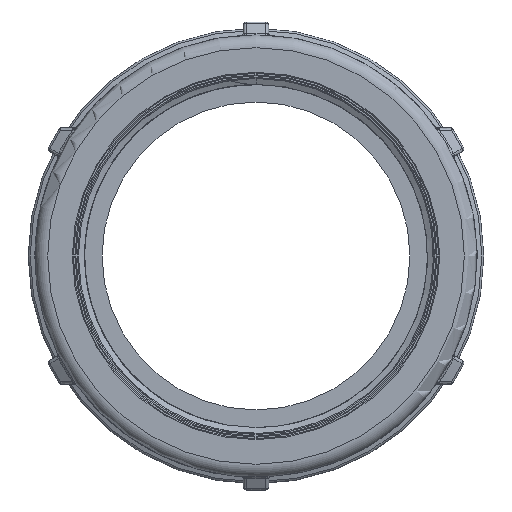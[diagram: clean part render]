
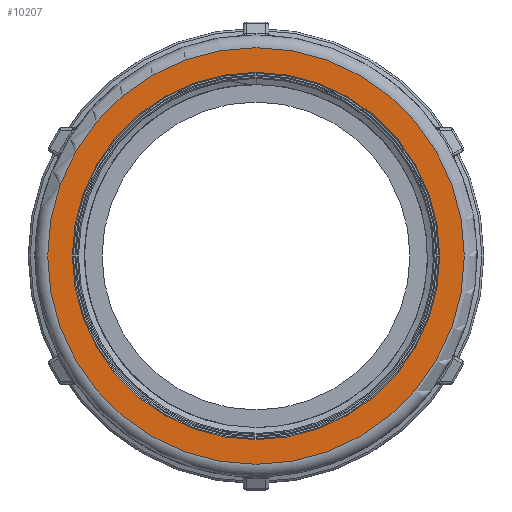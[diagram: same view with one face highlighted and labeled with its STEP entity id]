
A CAD part, front view. The second image highlights one B-rep face of the part: STEP entity #10207.
In plain terms, the highlighted planar face has unit normal (0, -1, 0).
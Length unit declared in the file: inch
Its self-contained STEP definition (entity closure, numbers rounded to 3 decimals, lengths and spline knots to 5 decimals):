
#144=FACE_BOUND('',#2278,.T.);
#358=PLANE('',#11080);
#822=CIRCLE('',#10535,2.03);
#824=CIRCLE('',#10537,2.03);
#839=CIRCLE('',#10570,1.79);
#840=CIRCLE('',#10571,1.79);
#1657=FACE_OUTER_BOUND('',#2277,.T.);
#2277=EDGE_LOOP('',(#9475,#9476));
#2278=EDGE_LOOP('',(#9477,#9478));
#4114=VERTEX_POINT('',#18606);
#4115=VERTEX_POINT('',#18607);
#4128=VERTEX_POINT('',#18658);
#4129=VERTEX_POINT('',#18660);
#5339=EDGE_CURVE('',#4114,#4115,#822,.T.);
#5341=EDGE_CURVE('',#4115,#4114,#824,.T.);
#5360=EDGE_CURVE('',#4129,#4128,#839,.T.);
#5361=EDGE_CURVE('',#4128,#4129,#840,.T.);
#9475=ORIENTED_EDGE('',*,*,#5339,.F.);
#9476=ORIENTED_EDGE('',*,*,#5341,.F.);
#9477=ORIENTED_EDGE('',*,*,#5360,.T.);
#9478=ORIENTED_EDGE('',*,*,#5361,.T.);
#10207=ADVANCED_FACE('',(#1657,#144),#358,.T.);
#10535=AXIS2_PLACEMENT_3D('',#18608,#11783,#11784);
#10537=AXIS2_PLACEMENT_3D('',#18610,#11787,#11788);
#10570=AXIS2_PLACEMENT_3D('',#18661,#11857,#11858);
#10571=AXIS2_PLACEMENT_3D('',#18662,#11859,#11860);
#11080=AXIS2_PLACEMENT_3D('',#25801,#13223,#13224);
#11783=DIRECTION('center_axis',(0.,1.,0.));
#11784=DIRECTION('ref_axis',(-1.,0.,0.));
#11787=DIRECTION('center_axis',(0.,1.,0.));
#11788=DIRECTION('ref_axis',(-1.,0.,0.));
#11857=DIRECTION('center_axis',(0.,1.,0.));
#11858=DIRECTION('ref_axis',(0.,0.,1.));
#11859=DIRECTION('center_axis',(0.,1.,0.));
#11860=DIRECTION('ref_axis',(0.,0.,1.));
#13223=DIRECTION('center_axis',(0.,-1.,0.));
#13224=DIRECTION('ref_axis',(0.,0.,-1.));
#18606=CARTESIAN_POINT('',(2.03,0.,0.));
#18607=CARTESIAN_POINT('',(0.,0.,
2.03));
#18608=CARTESIAN_POINT('Origin',(0.,0.,0.));
#18610=CARTESIAN_POINT('Origin',(0.,0.,0.));
#18658=CARTESIAN_POINT('',(0.,0.,-1.79));
#18660=CARTESIAN_POINT('',(0.,0.,1.79));
#18661=CARTESIAN_POINT('Origin',(0.,0.,0.));
#18662=CARTESIAN_POINT('Origin',(0.,0.,0.));
#25801=CARTESIAN_POINT('Origin',(1.9425,0.,0.));
